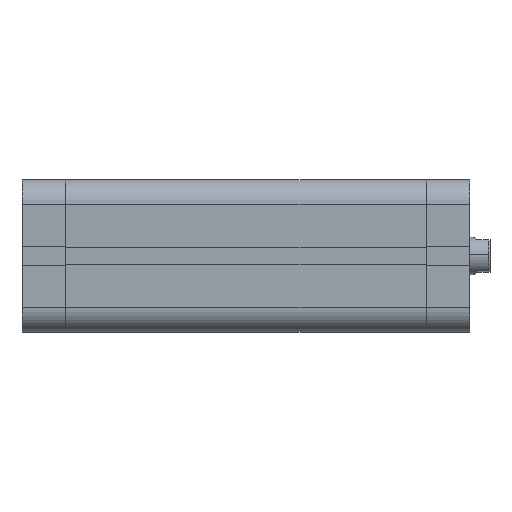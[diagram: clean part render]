
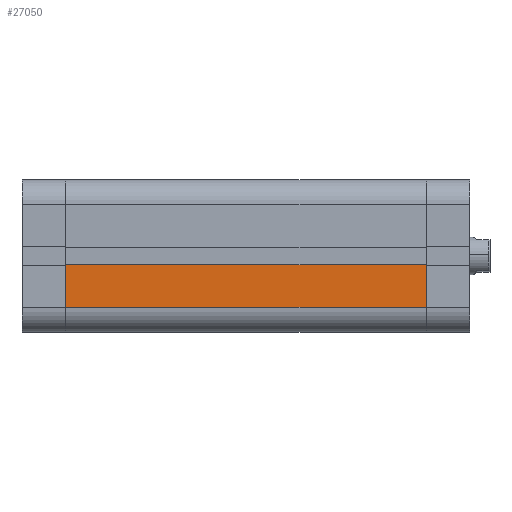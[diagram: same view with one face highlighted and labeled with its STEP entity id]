
A CAD part, front view. The second image highlights one B-rep face of the part: STEP entity #27050.
In plain terms, the highlighted planar face has unit normal (0, -1, 0).
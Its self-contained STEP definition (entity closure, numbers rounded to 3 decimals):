
#881 = VECTOR ( 'NONE', #1869, 1000. ) ;
#949 = DIRECTION ( 'NONE',  ( 0., 0., -1. ) ) ;
#1742 = EDGE_CURVE ( 'NONE', #6666, #7369, #15819, .T. ) ;
#1749 = ORIENTED_EDGE ( 'NONE', *, *, #21782, .T. ) ;
#1869 = DIRECTION ( 'NONE',  ( 1., 0., 0. ) ) ;
#2077 = CARTESIAN_POINT ( 'NONE',  ( 0., -24.5, -16.5 ) ) ;
#2604 = CARTESIAN_POINT ( 'NONE',  ( 116.001, -24.5, -2.8 ) ) ;
#4093 = EDGE_LOOP ( 'NONE', ( #27936, #1749, #30215, #22980 ) ) ;
#4226 = CARTESIAN_POINT ( 'NONE',  ( 116., -24.5, -16.5 ) ) ;
#4478 = LINE ( 'NONE', #12994, #20743 ) ;
#4551 = CARTESIAN_POINT ( 'NONE',  ( 116., -24.5, -24.5 ) ) ;
#4913 = LINE ( 'NONE', #23865, #881 ) ;
#6666 = VERTEX_POINT ( 'NONE', #27770 ) ;
#7369 = VERTEX_POINT ( 'NONE', #4226 ) ;
#9354 = VERTEX_POINT ( 'NONE', #14624 ) ;
#12994 = CARTESIAN_POINT ( 'NONE',  ( 0., -24.5, -24.5 ) ) ;
#14624 = CARTESIAN_POINT ( 'NONE',  ( 0., -24.5, -2.8 ) ) ;
#14668 = VERTEX_POINT ( 'NONE', #2077 ) ;
#14827 = DIRECTION ( 'NONE',  ( -1., 0., 0. ) ) ;
#15469 = EDGE_CURVE ( 'NONE', #6666, #9354, #31725, .T. ) ;
#15819 = LINE ( 'NONE', #27618, #28800 ) ;
#16446 = DIRECTION ( 'NONE',  ( 0., 0., 1. ) ) ;
#19354 = AXIS2_PLACEMENT_3D ( 'NONE', #4551, #26411, #16446 ) ;
#20743 = VECTOR ( 'NONE', #949, 1000. ) ;
#21740 = PLANE ( 'NONE',  #19354 ) ;
#21782 = EDGE_CURVE ( 'NONE', #9354, #14668, #4478, .T. ) ;
#22980 = ORIENTED_EDGE ( 'NONE', *, *, #1742, .F. ) ;
#23865 = CARTESIAN_POINT ( 'NONE',  ( 116., -24.5, -16.5 ) ) ;
#25786 = DIRECTION ( 'NONE',  ( 0., 0., -1. ) ) ;
#26411 = DIRECTION ( 'NONE',  ( 0., 1., 0. ) ) ;
#27050 = ADVANCED_FACE ( 'NONE', ( #28992 ), #21740, .F. ) ;
#27618 = CARTESIAN_POINT ( 'NONE',  ( 116., -24.5, -24.5 ) ) ;
#27770 = CARTESIAN_POINT ( 'NONE',  ( 116., -24.5, -2.8 ) ) ;
#27936 = ORIENTED_EDGE ( 'NONE', *, *, #15469, .T. ) ;
#28800 = VECTOR ( 'NONE', #25786, 1000. ) ;
#28992 = FACE_OUTER_BOUND ( 'NONE', #4093, .T. ) ;
#29324 = VECTOR ( 'NONE', #14827, 1000. ) ;
#30215 = ORIENTED_EDGE ( 'NONE', *, *, #31775, .T. ) ;
#31725 = LINE ( 'NONE', #2604, #29324 ) ;
#31775 = EDGE_CURVE ( 'NONE', #14668, #7369, #4913, .T. ) ;
